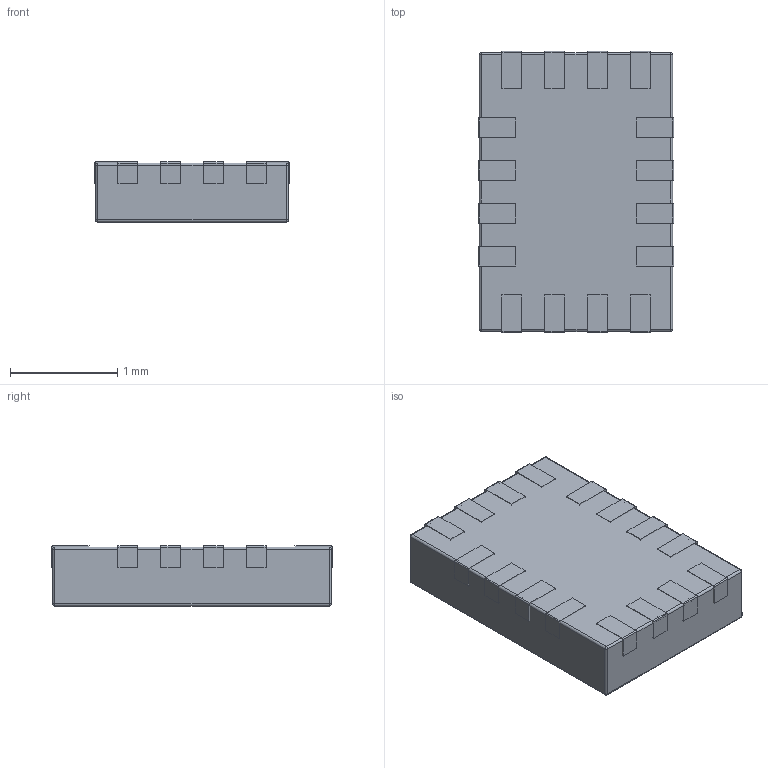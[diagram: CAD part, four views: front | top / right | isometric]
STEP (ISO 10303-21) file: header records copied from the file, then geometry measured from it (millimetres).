
FILE_DESCRIPTION (( 'STEP AP214' ), '1' );
FILE_NAME ('User Library-UQFN-16-0.4(Case 2.6mmx1.8mm Height 0.55mm).STEP', '2025-05-03T20:16:10', ( '' ), ( '' ), 'SwSTEP 2.0', 'SolidWorks 2022', '' );
FILE_SCHEMA (( 'AUTOMOTIVE_DESIGN' ));
Length unit declared in the file: millimetre
Products named in the file (3): User Library-UQFN-16-0.4(Case 2.6mmx1.8mm Height 0.55mm); Pièce2; Pièce1
Assembly tree (17 placements, depth 2):
  User Library-UQFN-16-0.4(Case 2.6mmx1.8mm Height 0.55mm)
    Pièce1
    Pièce2  x16
Bounding box: 1.82 x 2.62 x 0.56 mm (x, y, z)
Volume: 2.7 mm3; surface area: 18.5 mm2
Topology: 17 solids, 17 shells, 173 faces, 398 edges, 252 vertices
Faces by surface type: plane 135, cylinder 30, sphere 8
Entity records: 1187 total; most frequent: DIRECTION 221, CARTESIAN_POINT 175, ORIENTED_EDGE 150, AXIS2_PLACEMENT_3D 88, EDGE_CURVE 75, VECTOR 45, LINE 45, VERTEX_POINT 42
